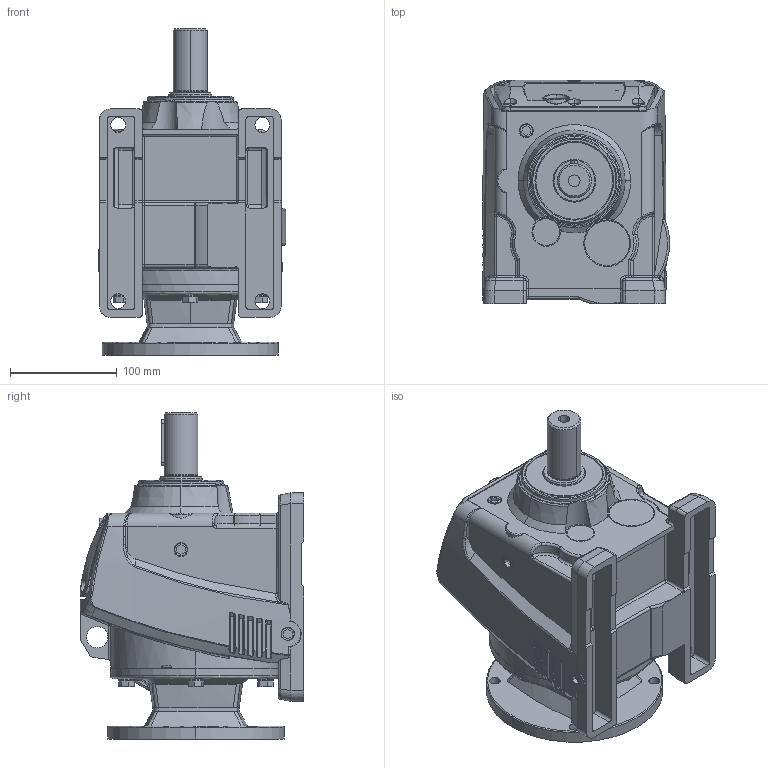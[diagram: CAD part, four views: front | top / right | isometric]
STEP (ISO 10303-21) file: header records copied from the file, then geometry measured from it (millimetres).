
FILE_DESCRIPTION (( 'STEP AP203' ), '1' );
FILE_NAME ('HGR-47-005-B.STEP', '2016-02-03T17:23:11', ( '' ), ( '' ), 'SwSTEP 2.0', 'SolidWorks 2015', '' );
FILE_SCHEMA (( 'CONFIG_CONTROL_DESIGN' ));
Products named in the file (1): HGR-47-005-B
Bounding box: 175.26 x 209.63 x 305.5 mm (x, y, z)
Volume: 4625748 mm3; surface area: 432345.4 mm2
Topology: 30 solids, 30 shells, 1143 faces, 2826 edges, 1753 vertices
Faces by surface type: bspline 402, plane 350, cylinder 307, cone 84
Entity records: 56333 total; most frequent: CARTESIAN_POINT 32277, ORIENTED_EDGE 5592, DIRECTION 4080, EDGE_CURVE 2796, VERTEX_POINT 1753, AXIS2_PLACEMENT_3D 1517, EDGE_LOOP 1217, ADVANCED_FACE 1143
